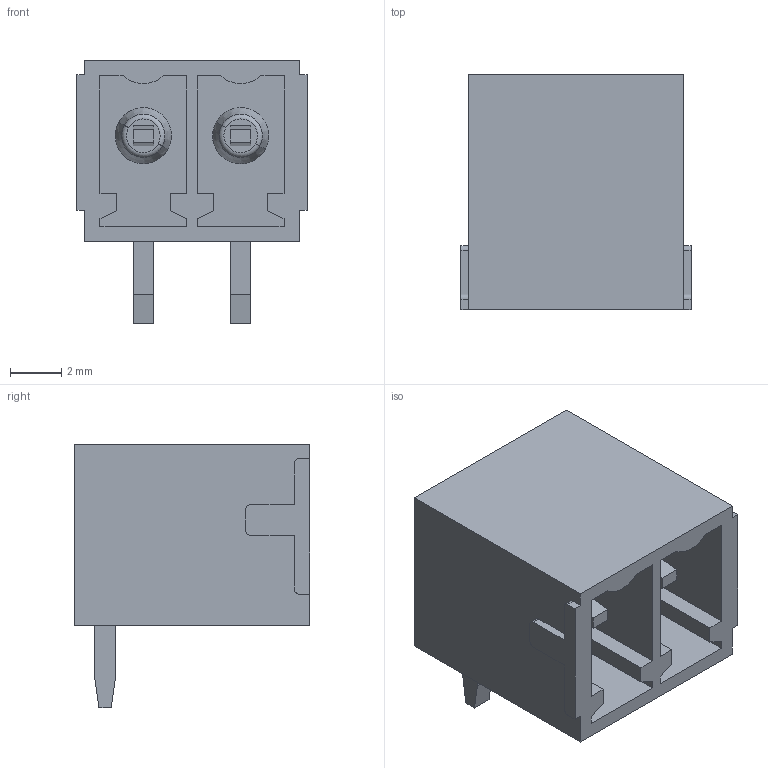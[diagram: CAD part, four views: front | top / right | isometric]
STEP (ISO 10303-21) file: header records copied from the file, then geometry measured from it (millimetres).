
FILE_DESCRIPTION(('CATIA V5 STEP Exchange','CAx-IF Rec.Pracs.--- Model Styling and Organization---1.2---2011-12-15'),'2;1');
FILE_NAME ('D1447407_0', '2018-10-12T04:27:32+00:00', ('none'), ('Weidmueller'), 'CATIA Version 5-6 Release 2014', 'CATIA V5 STEP AP214', 'none');
FILE_SCHEMA(('AUTOMOTIVE_DESIGN { 1 0 10303 214 1 1 1 1 }'));
Length unit declared in the file: millimetre
Products named in the file (1): 1037490000
Bounding box: 9.01 x 9.2 x 10.3 mm (x, y, z)
Volume: 262.1 mm3; surface area: 890.5 mm2
Topology: 3 solids, 3 shells, 160 faces, 446 edges, 296 vertices
Faces by surface type: plane 138, cylinder 14, cone 4, torus 4
Entity records: 4813 total; most frequent: ORIENTED_EDGE 892, CARTESIAN_POINT 855, DIRECTION 670, EDGE_CURVE 446, VECTOR 402, LINE 402, VERTEX_POINT 296, EDGE_LOOP 168
